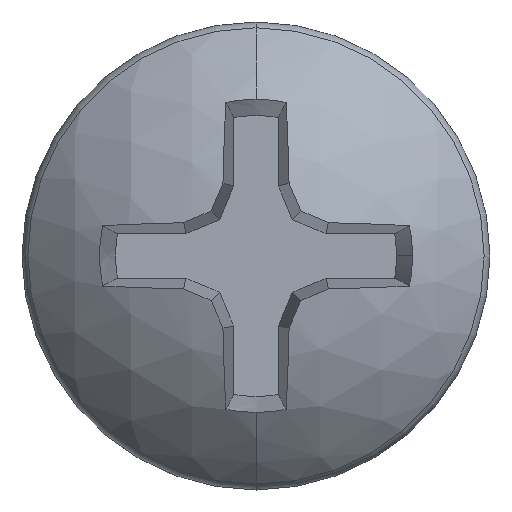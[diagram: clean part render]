
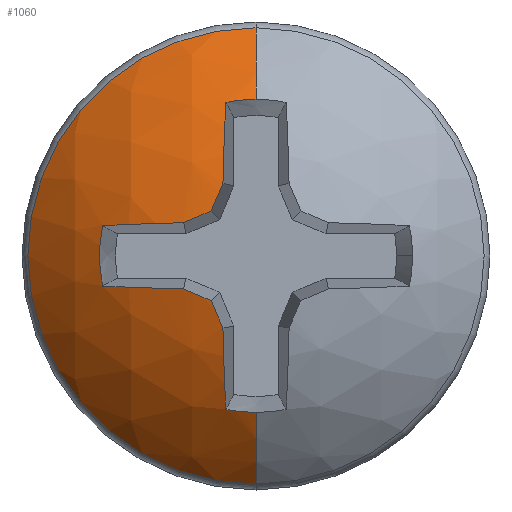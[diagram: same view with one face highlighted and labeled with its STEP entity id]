
A CAD part, top view. The second image highlights one B-rep face of the part: STEP entity #1060.
In plain terms, the highlighted spherical face has radius 4.418 mm.
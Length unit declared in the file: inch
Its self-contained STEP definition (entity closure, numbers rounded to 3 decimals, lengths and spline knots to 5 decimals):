
#41 = AXIS2_PLACEMENT_3D ( 'NONE', #2642, #4498, #3082 ) ;
#120 = AXIS2_PLACEMENT_3D ( 'NONE', #2197, #1290, #843 ) ;
#136 = DIRECTION ( 'NONE',  ( 0.087, 0., -0.996 ) ) ;
#275 = DIRECTION ( 'NONE',  ( 0.924, 0.383, 0. ) ) ;
#276 = DIRECTION ( 'NONE',  ( 0.996, 0., 0.087 ) ) ;
#285 = VERTEX_POINT ( 'NONE', #3303 ) ;
#287 = VERTEX_POINT ( 'NONE', #1922 ) ;
#302 = ORIENTED_EDGE ( 'NONE', *, *, #3651, .F. ) ;
#365 = AXIS2_PLACEMENT_3D ( 'NONE', #4466, #835, #3591 ) ;
#372 = DIRECTION ( 'NONE',  ( 0., 1., 0. ) ) ;
#496 = AXIS2_PLACEMENT_3D ( 'NONE', #776, #2580, #3932 ) ;
#572 = AXIS2_PLACEMENT_3D ( 'NONE', #2342, #1885, #4992 ) ;
#618 = EDGE_CURVE ( 'NONE', #1520, #2658, #3173, .T. ) ;
#653 = ORIENTED_EDGE ( 'NONE', *, *, #618, .F. ) ;
#725 = DIRECTION ( 'NONE',  ( -1., 0., 0. ) ) ;
#741 = CARTESIAN_POINT ( 'NONE',  ( -0.00436, 0., 0.17266 ) ) ;
#761 = CARTESIAN_POINT ( 'NONE',  ( 0., 0., 0.32177 ) ) ;
#774 = DIRECTION ( 'NONE',  ( 0.383, 0.924, 0. ) ) ;
#776 = CARTESIAN_POINT ( 'NONE',  ( -0.01734, -0.00718, 0.1714 ) ) ;
#796 = ORIENTED_EDGE ( 'NONE', *, *, #2353, .F. ) ;
#807 = VERTEX_POINT ( 'NONE', #1887 ) ;
#816 = CIRCLE ( 'NONE', #41, 0.1739 ) ;
#835 = DIRECTION ( 'NONE',  ( 0., 0., -1. ) ) ;
#843 = DIRECTION ( 'NONE',  ( -1., 0., 0. ) ) ;
#898 = VERTEX_POINT ( 'NONE', #5434 ) ;
#907 = CIRCLE ( 'NONE', #1898, 0.17293 ) ;
#948 = VERTEX_POINT ( 'NONE', #1806 ) ;
#974 = CIRCLE ( 'NONE', #2560, 0.17395 ) ;
#1046 = CARTESIAN_POINT ( 'NONE',  ( 0., 0.09023, 0.32177 ) ) ;
#1060 = ADVANCED_FACE ( 'NONE', ( #2036 ), #1318, .T. ) ;
#1137 = EDGE_CURVE ( 'NONE', #2223, #5335, #4599, .T. ) ;
#1251 = AXIS2_PLACEMENT_3D ( 'NONE', #3515, #3039, #774 ) ;
#1267 = CIRCLE ( 'NONE', #572, 0.1739 ) ;
#1277 = DIRECTION ( 'NONE',  ( 0., 0., 1. ) ) ;
#1290 = DIRECTION ( 'NONE',  ( 0., 0., 1. ) ) ;
#1318 = SPHERICAL_SURFACE ( 'NONE', #3502, 0.17395 ) ;
#1337 = CARTESIAN_POINT ( 'NONE',  ( 0., 0., 0.17305 ) ) ;
#1412 = CARTESIAN_POINT ( 'NONE',  ( -0.08854, -0.01741, 0.32177 ) ) ;
#1424 = EDGE_CURVE ( 'NONE', #2784, #5335, #4524, .T. ) ;
#1488 = EDGE_CURVE ( 'NONE', #5619, #898, #907, .T. ) ;
#1520 = VERTEX_POINT ( 'NONE', #3549 ) ;
#1740 = ORIENTED_EDGE ( 'NONE', *, *, #2411, .F. ) ;
#1741 = CARTESIAN_POINT ( 'NONE',  ( 0., 0., 0.32177 ) ) ;
#1766 = CIRCLE ( 'NONE', #2325, 0.17293 ) ;
#1806 = CARTESIAN_POINT ( 'NONE',  ( -0.02587, 0.02587, 0.34311 ) ) ;
#1823 = ORIENTED_EDGE ( 'NONE', *, *, #3351, .F. ) ;
#1825 = CIRCLE ( 'NONE', #1251, 0.17293 ) ;
#1885 = DIRECTION ( 'NONE',  ( 0., 0.996, 0.087 ) ) ;
#1887 = CARTESIAN_POINT ( 'NONE',  ( -0.04174, 0.01907, 0.34084 ) ) ;
#1898 = AXIS2_PLACEMENT_3D ( 'NONE', #2187, #3964, #2168 ) ;
#1922 = CARTESIAN_POINT ( 'NONE',  ( 0., -0.09023, 0.32177 ) ) ;
#1960 = CARTESIAN_POINT ( 'NONE',  ( -0.00436, 0., 0.17266 ) ) ;
#2020 = ORIENTED_EDGE ( 'NONE', *, *, #3708, .F. ) ;
#2036 = FACE_OUTER_BOUND ( 'NONE', #4501, .T. ) ;
#2130 = ORIENTED_EDGE ( 'NONE', *, *, #4361, .F. ) ;
#2159 = ORIENTED_EDGE ( 'NONE', *, *, #3056, .F. ) ;
#2168 = DIRECTION ( 'NONE',  ( -0.924, 0.383, 0. ) ) ;
#2187 = CARTESIAN_POINT ( 'NONE',  ( -0.00718, -0.01734, 0.1714 ) ) ;
#2197 = CARTESIAN_POINT ( 'NONE',  ( 0., 0., 0.32177 ) ) ;
#2223 = VERTEX_POINT ( 'NONE', #3904 ) ;
#2302 = ORIENTED_EDGE ( 'NONE', *, *, #4097, .F. ) ;
#2325 = AXIS2_PLACEMENT_3D ( 'NONE', #5744, #4380, #275 ) ;
#2329 = CIRCLE ( 'NONE', #5801, 0.1739 ) ;
#2342 = CARTESIAN_POINT ( 'NONE',  ( 0., -0.00436, 0.17266 ) ) ;
#2353 = EDGE_CURVE ( 'NONE', #4545, #287, #4174, .T. ) ;
#2411 = EDGE_CURVE ( 'NONE', #5617, #4545, #2329, .T. ) ;
#2489 = DIRECTION ( 'NONE',  ( -1., 0., 0. ) ) ;
#2549 = CIRCLE ( 'NONE', #3699, 0.1739 ) ;
#2560 = AXIS2_PLACEMENT_3D ( 'NONE', #4267, #3761, #2917 ) ;
#2580 = DIRECTION ( 'NONE',  ( 0.92, 0.381, 0.087 ) ) ;
#2642 = CARTESIAN_POINT ( 'NONE',  ( 0., 0.00436, 0.17266 ) ) ;
#2658 = VERTEX_POINT ( 'NONE', #1412 ) ;
#2784 = VERTEX_POINT ( 'NONE', #1046 ) ;
#2803 = CARTESIAN_POINT ( 'NONE',  ( -0.01907, -0.04174, 0.34084 ) ) ;
#2805 = CARTESIAN_POINT ( 'NONE',  ( -0.01741, 0.08854, 0.32177 ) ) ;
#2867 = CARTESIAN_POINT ( 'NONE',  ( -0.01741, -0.08854, 0.32177 ) ) ;
#2917 = DIRECTION ( 'NONE',  ( 0., 1., 0. ) ) ;
#3035 = CIRCLE ( 'NONE', #496, 0.17293 ) ;
#3039 = DIRECTION ( 'NONE',  ( 0.92, -0.381, 0.087 ) ) ;
#3056 = EDGE_CURVE ( 'NONE', #287, #2223, #974, .T. ) ;
#3082 = DIRECTION ( 'NONE',  ( 0., -0.087, -0.996 ) ) ;
#3173 = CIRCLE ( 'NONE', #4136, 0.09023 ) ;
#3303 = CARTESIAN_POINT ( 'NONE',  ( -0.01907, 0.04174, 0.34084 ) ) ;
#3351 = EDGE_CURVE ( 'NONE', #285, #948, #1825, .T. ) ;
#3464 = DIRECTION ( 'NONE',  ( 0.087, 0., -0.996 ) ) ;
#3502 = AXIS2_PLACEMENT_3D ( 'NONE', #1337, #4024, #372 ) ;
#3515 = CARTESIAN_POINT ( 'NONE',  ( -0.01734, 0.00718, 0.1714 ) ) ;
#3549 = CARTESIAN_POINT ( 'NONE',  ( -0.08854, 0.01741, 0.32177 ) ) ;
#3591 = DIRECTION ( 'NONE',  ( 0., 1., 0. ) ) ;
#3651 = EDGE_CURVE ( 'NONE', #2784, #4422, #5587, .T. ) ;
#3654 = CARTESIAN_POINT ( 'NONE',  ( 0., 0.13163, 0.28677 ) ) ;
#3699 = AXIS2_PLACEMENT_3D ( 'NONE', #1960, #5565, #136 ) ;
#3706 = ORIENTED_EDGE ( 'NONE', *, *, #1488, .F. ) ;
#3708 = EDGE_CURVE ( 'NONE', #807, #1520, #816, .T. ) ;
#3761 = DIRECTION ( 'NONE',  ( 1., 0., 0. ) ) ;
#3785 = ORIENTED_EDGE ( 'NONE', *, *, #1424, .T. ) ;
#3904 = CARTESIAN_POINT ( 'NONE',  ( 0., -0.13163, 0.28677 ) ) ;
#3932 = DIRECTION ( 'NONE',  ( -0.383, 0.924, 0. ) ) ;
#3964 = DIRECTION ( 'NONE',  ( 0.381, 0.92, 0.087 ) ) ;
#4013 = DIRECTION ( 'NONE',  ( -1., 0., 0. ) ) ;
#4024 = DIRECTION ( 'NONE',  ( 1., 0., 0. ) ) ;
#4061 = AXIS2_PLACEMENT_3D ( 'NONE', #761, #4382, #725 ) ;
#4097 = EDGE_CURVE ( 'NONE', #898, #5617, #3035, .T. ) ;
#4136 = AXIS2_PLACEMENT_3D ( 'NONE', #1741, #1277, #4013 ) ;
#4145 = EDGE_CURVE ( 'NONE', #948, #807, #1766, .T. ) ;
#4174 = CIRCLE ( 'NONE', #4061, 0.09023 ) ;
#4267 = CARTESIAN_POINT ( 'NONE',  ( 0., 0., 0.17305 ) ) ;
#4303 = DIRECTION ( 'NONE',  ( 0., 0., 1. ) ) ;
#4361 = EDGE_CURVE ( 'NONE', #2658, #5619, #1267, .T. ) ;
#4380 = DIRECTION ( 'NONE',  ( 0.381, -0.92, 0.087 ) ) ;
#4382 = DIRECTION ( 'NONE',  ( 0., 0., 1. ) ) ;
#4422 = VERTEX_POINT ( 'NONE', #2805 ) ;
#4466 = CARTESIAN_POINT ( 'NONE',  ( 0., 0., 0.28677 ) ) ;
#4498 = DIRECTION ( 'NONE',  ( 0., -0.996, 0.087 ) ) ;
#4501 = EDGE_LOOP ( 'NONE', ( #2159, #796, #1740, #2302, #3706, #2130, #653, #2020, #5566, #1823, #5626, #302, #3785, #4982 ) ) ;
#4524 = CIRCLE ( 'NONE', #5135, 0.17395 ) ;
#4545 = VERTEX_POINT ( 'NONE', #2867 ) ;
#4599 = CIRCLE ( 'NONE', #365, 0.13163 ) ;
#4614 = CARTESIAN_POINT ( 'NONE',  ( -0.04174, -0.01907, 0.34084 ) ) ;
#4739 = CARTESIAN_POINT ( 'NONE',  ( 0., 0., 0.17305 ) ) ;
#4982 = ORIENTED_EDGE ( 'NONE', *, *, #1137, .F. ) ;
#4992 = DIRECTION ( 'NONE',  ( 0., -0.087, 0.996 ) ) ;
#5135 = AXIS2_PLACEMENT_3D ( 'NONE', #4739, #2489, #4303 ) ;
#5335 = VERTEX_POINT ( 'NONE', #3654 ) ;
#5434 = CARTESIAN_POINT ( 'NONE',  ( -0.02587, -0.02587, 0.34311 ) ) ;
#5565 = DIRECTION ( 'NONE',  ( 0.996, 0., 0.087 ) ) ;
#5566 = ORIENTED_EDGE ( 'NONE', *, *, #4145, .F. ) ;
#5587 = CIRCLE ( 'NONE', #120, 0.09023 ) ;
#5617 = VERTEX_POINT ( 'NONE', #2803 ) ;
#5619 = VERTEX_POINT ( 'NONE', #4614 ) ;
#5626 = ORIENTED_EDGE ( 'NONE', *, *, #5799, .F. ) ;
#5744 = CARTESIAN_POINT ( 'NONE',  ( -0.00718, 0.01734, 0.1714 ) ) ;
#5799 = EDGE_CURVE ( 'NONE', #4422, #285, #2549, .T. ) ;
#5801 = AXIS2_PLACEMENT_3D ( 'NONE', #741, #276, #3464 ) ;
